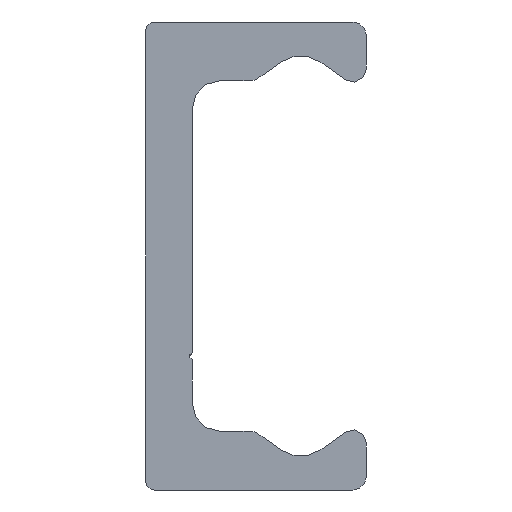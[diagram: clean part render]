
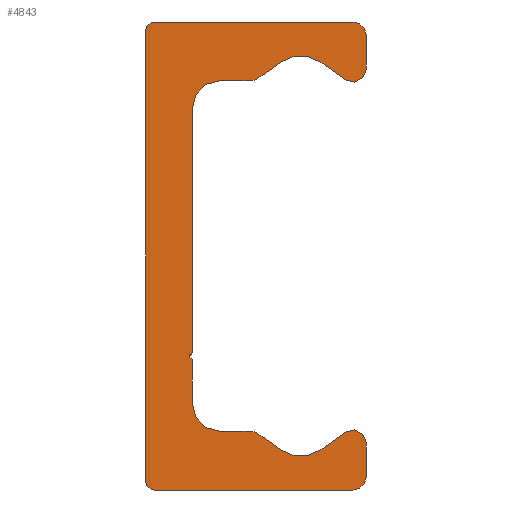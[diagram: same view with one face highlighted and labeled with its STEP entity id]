
A CAD part, left-side view. The second image highlights one B-rep face of the part: STEP entity #4843.
In plain terms, the highlighted planar face has unit normal (-1, 0, 0).
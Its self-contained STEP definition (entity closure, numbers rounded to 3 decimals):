
#3740=CARTESIAN_POINT('',(0.0,4.75,-7.25));
#3741=VERTEX_POINT('',#3740);
#3748=CARTESIAN_POINT('',(0.0,4.75,-7.75));
#3749=VERTEX_POINT('',#3748);
#3750=CARTESIAN_POINT('',(0.0,4.75,-7.5));
#3751=DIRECTION('',(-1.0,0.0,0.0));
#3752=DIRECTION('',(0.0,0.0,1.0));
#3753=AXIS2_PLACEMENT_3D('',#3750,#3751,#3752);
#3754=CIRCLE('',#3753,0.25);
#3755=EDGE_CURVE('',#3741,#3749,#3754,.T.);
#3865=CARTESIAN_POINT('',(0.0,4.75,11.1));
#3866=VERTEX_POINT('',#3865);
#3873=CARTESIAN_POINT('',(0.0,4.75,11.1));
#3874=DIRECTION('',(0.0,0.0,-1.0));
#3875=VECTOR('',#3874,18.35);
#3876=LINE('',#3873,#3875);
#3877=EDGE_CURVE('',#3866,#3741,#3876,.T.);
#3965=CARTESIAN_POINT('',(0.0,7.6,-17.5));
#3966=VERTEX_POINT('',#3965);
#3973=CARTESIAN_POINT('',(0.0,8.25,-16.85));
#3974=VERTEX_POINT('',#3973);
#3975=CARTESIAN_POINT('',(0.0,7.6,-16.85));
#3976=DIRECTION('',(1.0,0.0,0.0));
#3977=DIRECTION('',(0.0,0.0,-1.0));
#3978=AXIS2_PLACEMENT_3D('',#3975,#3976,#3977);
#3979=CIRCLE('',#3978,0.65);
#3980=EDGE_CURVE('',#3966,#3974,#3979,.T.);
#4004=CARTESIAN_POINT('',(0.0,-7.25,-17.5));
#4005=VERTEX_POINT('',#4004);
#4012=CARTESIAN_POINT('',(0.0,-7.25,-17.5));
#4013=DIRECTION('',(0.0,1.0,0.0));
#4014=VECTOR('',#4013,14.85);
#4015=LINE('',#4012,#4014);
#4016=EDGE_CURVE('',#4005,#3966,#4015,.T.);
#4036=CARTESIAN_POINT('',(0.0,-8.25,-16.5));
#4037=VERTEX_POINT('',#4036);
#4044=CARTESIAN_POINT('',(0.0,-7.25,-16.5));
#4045=DIRECTION('',(1.0,0.0,0.0));
#4046=DIRECTION('',(0.0,-1.0,0.0));
#4047=AXIS2_PLACEMENT_3D('',#4044,#4045,#4046);
#4048=CIRCLE('',#4047,1.0);
#4049=EDGE_CURVE('',#4037,#4005,#4048,.T.);
#4068=CARTESIAN_POINT('',(0.0,-8.25,-13.98));
#4069=VERTEX_POINT('',#4068);
#4076=CARTESIAN_POINT('',(0.0,-8.25,-13.98));
#4077=DIRECTION('',(0.0,0.0,-1.0));
#4078=VECTOR('',#4077,2.52);
#4079=LINE('',#4076,#4078);
#4080=EDGE_CURVE('',#4069,#4037,#4079,.T.);
#4100=CARTESIAN_POINT('',(0.0,-6.708,-13.177));
#4101=VERTEX_POINT('',#4100);
#4108=CARTESIAN_POINT('',(0.0,-7.27,-13.98));
#4109=DIRECTION('',(1.0,0.0,0.0));
#4110=DIRECTION('',(0.0,0.574,0.819));
#4111=AXIS2_PLACEMENT_3D('',#4108,#4109,#4110);
#4112=CIRCLE('',#4111,0.98);
#4113=EDGE_CURVE('',#4101,#4069,#4112,.T.);
#4132=CARTESIAN_POINT('',(0.0,-4.784,-14.524));
#4133=VERTEX_POINT('',#4132);
#4140=CARTESIAN_POINT('',(0.0,-4.784,-14.524));
#4141=DIRECTION('',(0.0,-0.819,0.574));
#4142=VECTOR('',#4141,2.349);
#4143=LINE('',#4140,#4142);
#4144=EDGE_CURVE('',#4133,#4101,#4143,.T.);
#4164=CARTESIAN_POINT('',(0.0,-1.916,-14.524));
#4165=VERTEX_POINT('',#4164);
#4172=CARTESIAN_POINT('',(0.0,-3.35,-12.477));
#4173=DIRECTION('',(-1.0,0.0,0.0));
#4174=DIRECTION('',(0.0,0.574,0.819));
#4175=AXIS2_PLACEMENT_3D('',#4172,#4173,#4174);
#4176=CIRCLE('',#4175,2.5);
#4177=EDGE_CURVE('',#4165,#4133,#4176,.T.);
#4196=CARTESIAN_POINT('',(0.0,-0.14,-13.281));
#4197=VERTEX_POINT('',#4196);
#4204=CARTESIAN_POINT('',(0.0,-0.14,-13.281));
#4205=DIRECTION('',(0.0,-0.819,-0.574));
#4206=VECTOR('',#4205,2.168);
#4207=LINE('',#4204,#4206);
#4208=EDGE_CURVE('',#4197,#4165,#4207,.T.);
#4228=CARTESIAN_POINT('',(0.0,0.433,-13.1));
#4229=VERTEX_POINT('',#4228);
#4236=CARTESIAN_POINT('',(0.0,0.433,-14.1));
#4237=DIRECTION('',(1.0,0.0,0.0));
#4238=DIRECTION('',(0.0,0.0,1.0));
#4239=AXIS2_PLACEMENT_3D('',#4236,#4237,#4238);
#4240=CIRCLE('',#4239,1.);
#4241=EDGE_CURVE('',#4229,#4197,#4240,.T.);
#4260=CARTESIAN_POINT('',(0.0,2.75,-13.1));
#4261=VERTEX_POINT('',#4260);
#4268=CARTESIAN_POINT('',(0.0,2.75,-13.1));
#4269=DIRECTION('',(0.0,-1.0,0.0));
#4270=VECTOR('',#4269,2.317);
#4271=LINE('',#4268,#4270);
#4272=EDGE_CURVE('',#4261,#4229,#4271,.T.);
#4292=CARTESIAN_POINT('',(0.0,4.75,-11.1));
#4293=VERTEX_POINT('',#4292);
#4300=CARTESIAN_POINT('',(0.0,2.75,-11.1));
#4301=DIRECTION('',(-1.0,0.0,0.0));
#4302=DIRECTION('',(0.0,0.0,1.0));
#4303=AXIS2_PLACEMENT_3D('',#4300,#4301,#4302);
#4304=CIRCLE('',#4303,2.0);
#4305=EDGE_CURVE('',#4293,#4261,#4304,.T.);
#4323=CARTESIAN_POINT('',(0.0,4.75,-7.75));
#4324=DIRECTION('',(0.0,0.0,-1.0));
#4325=VECTOR('',#4324,3.35);
#4326=LINE('',#4323,#4325);
#4327=EDGE_CURVE('',#3749,#4293,#4326,.T.);
#4347=CARTESIAN_POINT('',(0.0,2.75,13.1));
#4348=VERTEX_POINT('',#4347);
#4355=CARTESIAN_POINT('',(0.0,2.75,11.1));
#4356=DIRECTION('',(-1.0,0.0,0.0));
#4357=DIRECTION('',(0.0,-1.0,0.0));
#4358=AXIS2_PLACEMENT_3D('',#4355,#4356,#4357);
#4359=CIRCLE('',#4358,2.0);
#4360=EDGE_CURVE('',#4348,#3866,#4359,.T.);
#4379=CARTESIAN_POINT('',(0.0,0.433,13.1));
#4380=VERTEX_POINT('',#4379);
#4387=CARTESIAN_POINT('',(0.0,0.433,13.1));
#4388=DIRECTION('',(0.0,1.0,0.0));
#4389=VECTOR('',#4388,2.317);
#4390=LINE('',#4387,#4389);
#4391=EDGE_CURVE('',#4380,#4348,#4390,.T.);
#4411=CARTESIAN_POINT('',(0.0,-0.14,13.281));
#4412=VERTEX_POINT('',#4411);
#4419=CARTESIAN_POINT('',(0.0,0.433,14.1));
#4420=DIRECTION('',(1.0,0.0,0.0));
#4421=DIRECTION('',(0.0,-0.574,-0.819));
#4422=AXIS2_PLACEMENT_3D('',#4419,#4420,#4421);
#4423=CIRCLE('',#4422,1.);
#4424=EDGE_CURVE('',#4412,#4380,#4423,.T.);
#4443=CARTESIAN_POINT('',(0.0,-1.916,14.524));
#4444=VERTEX_POINT('',#4443);
#4451=CARTESIAN_POINT('',(0.0,-1.916,14.524));
#4452=DIRECTION('',(0.0,0.819,-0.574));
#4453=VECTOR('',#4452,2.168);
#4454=LINE('',#4451,#4453);
#4455=EDGE_CURVE('',#4444,#4412,#4454,.T.);
#4475=CARTESIAN_POINT('',(0.0,-4.784,14.524));
#4476=VERTEX_POINT('',#4475);
#4483=CARTESIAN_POINT('',(0.0,-3.35,12.477));
#4484=DIRECTION('',(-1.0,0.0,0.0));
#4485=DIRECTION('',(0.0,-0.574,-0.819));
#4486=AXIS2_PLACEMENT_3D('',#4483,#4484,#4485);
#4487=CIRCLE('',#4486,2.5);
#4488=EDGE_CURVE('',#4476,#4444,#4487,.T.);
#4507=CARTESIAN_POINT('',(0.0,-6.708,13.177));
#4508=VERTEX_POINT('',#4507);
#4515=CARTESIAN_POINT('',(0.0,-6.708,13.177));
#4516=DIRECTION('',(0.0,0.819,0.574));
#4517=VECTOR('',#4516,2.349);
#4518=LINE('',#4515,#4517);
#4519=EDGE_CURVE('',#4508,#4476,#4518,.T.);
#4539=CARTESIAN_POINT('',(0.0,-8.25,13.98));
#4540=VERTEX_POINT('',#4539);
#4547=CARTESIAN_POINT('',(0.0,-7.27,13.98));
#4548=DIRECTION('',(1.0,0.0,0.0));
#4549=DIRECTION('',(0.0,-1.0,0.0));
#4550=AXIS2_PLACEMENT_3D('',#4547,#4548,#4549);
#4551=CIRCLE('',#4550,0.98);
#4552=EDGE_CURVE('',#4540,#4508,#4551,.T.);
#4571=CARTESIAN_POINT('',(0.0,-8.25,16.5));
#4572=VERTEX_POINT('',#4571);
#4579=CARTESIAN_POINT('',(0.0,-8.25,16.5));
#4580=DIRECTION('',(0.0,0.0,-1.0));
#4581=VECTOR('',#4580,2.52);
#4582=LINE('',#4579,#4581);
#4583=EDGE_CURVE('',#4572,#4540,#4582,.T.);
#4603=CARTESIAN_POINT('',(0.0,-7.25,17.5));
#4604=VERTEX_POINT('',#4603);
#4611=CARTESIAN_POINT('',(0.0,-7.25,16.5));
#4612=DIRECTION('',(1.0,0.0,0.0));
#4613=DIRECTION('',(0.0,0.0,1.0));
#4614=AXIS2_PLACEMENT_3D('',#4611,#4612,#4613);
#4615=CIRCLE('',#4614,1.0);
#4616=EDGE_CURVE('',#4604,#4572,#4615,.T.);
#4635=CARTESIAN_POINT('',(0.0,7.6,17.5));
#4636=VERTEX_POINT('',#4635);
#4643=CARTESIAN_POINT('',(0.0,7.6,17.5));
#4644=DIRECTION('',(0.0,-1.0,0.0));
#4645=VECTOR('',#4644,14.85);
#4646=LINE('',#4643,#4645);
#4647=EDGE_CURVE('',#4636,#4604,#4646,.T.);
#4667=CARTESIAN_POINT('',(0.0,8.25,16.85));
#4668=VERTEX_POINT('',#4667);
#4675=CARTESIAN_POINT('',(0.0,7.6,16.85));
#4676=DIRECTION('',(1.0,0.0,0.0));
#4677=DIRECTION('',(0.0,1.0,0.0));
#4678=AXIS2_PLACEMENT_3D('',#4675,#4676,#4677);
#4679=CIRCLE('',#4678,0.65);
#4680=EDGE_CURVE('',#4668,#4636,#4679,.T.);
#4698=CARTESIAN_POINT('',(0.0,8.25,-16.85));
#4699=DIRECTION('',(0.0,0.0,1.0));
#4700=VECTOR('',#4699,33.7);
#4701=LINE('',#4698,#4700);
#4702=EDGE_CURVE('',#3974,#4668,#4701,.T.);
#4810=CARTESIAN_POINT('',(0.0,2.258,-0.017));
#4811=DIRECTION('',(1.0,0.0,0.0));
#4812=DIRECTION('',(0.0,0.0,-1.0));
#4813=AXIS2_PLACEMENT_3D('',#4810,#4811,#4812);
#4814=PLANE('',#4813);
#4815=ORIENTED_EDGE('',*,*,#4702,.F.);
#4816=ORIENTED_EDGE('',*,*,#3980,.F.);
#4817=ORIENTED_EDGE('',*,*,#4016,.F.);
#4818=ORIENTED_EDGE('',*,*,#4049,.F.);
#4819=ORIENTED_EDGE('',*,*,#4080,.F.);
#4820=ORIENTED_EDGE('',*,*,#4113,.F.);
#4821=ORIENTED_EDGE('',*,*,#4144,.F.);
#4822=ORIENTED_EDGE('',*,*,#4177,.F.);
#4823=ORIENTED_EDGE('',*,*,#4208,.F.);
#4824=ORIENTED_EDGE('',*,*,#4241,.F.);
#4825=ORIENTED_EDGE('',*,*,#4272,.F.);
#4826=ORIENTED_EDGE('',*,*,#4305,.F.);
#4827=ORIENTED_EDGE('',*,*,#4327,.F.);
#4828=ORIENTED_EDGE('',*,*,#3755,.F.);
#4829=ORIENTED_EDGE('',*,*,#3877,.F.);
#4830=ORIENTED_EDGE('',*,*,#4360,.F.);
#4831=ORIENTED_EDGE('',*,*,#4391,.F.);
#4832=ORIENTED_EDGE('',*,*,#4424,.F.);
#4833=ORIENTED_EDGE('',*,*,#4455,.F.);
#4834=ORIENTED_EDGE('',*,*,#4488,.F.);
#4835=ORIENTED_EDGE('',*,*,#4519,.F.);
#4836=ORIENTED_EDGE('',*,*,#4552,.F.);
#4837=ORIENTED_EDGE('',*,*,#4583,.F.);
#4838=ORIENTED_EDGE('',*,*,#4616,.F.);
#4839=ORIENTED_EDGE('',*,*,#4647,.F.);
#4840=ORIENTED_EDGE('',*,*,#4680,.F.);
#4841=EDGE_LOOP('',(#4815,#4816,#4817,#4818,#4819,#4820,#4821,#4822,#4823,#4824,#4825,#4826,#4827,#4828,#4829,#4830,#4831,#4832,#4833,#4834,#4835,#4836,#4837,#4838,#4839,#4840));
#4842=FACE_OUTER_BOUND('',#4841,.T.);
#4843=ADVANCED_FACE('',(#4842),#4814,.F.);
